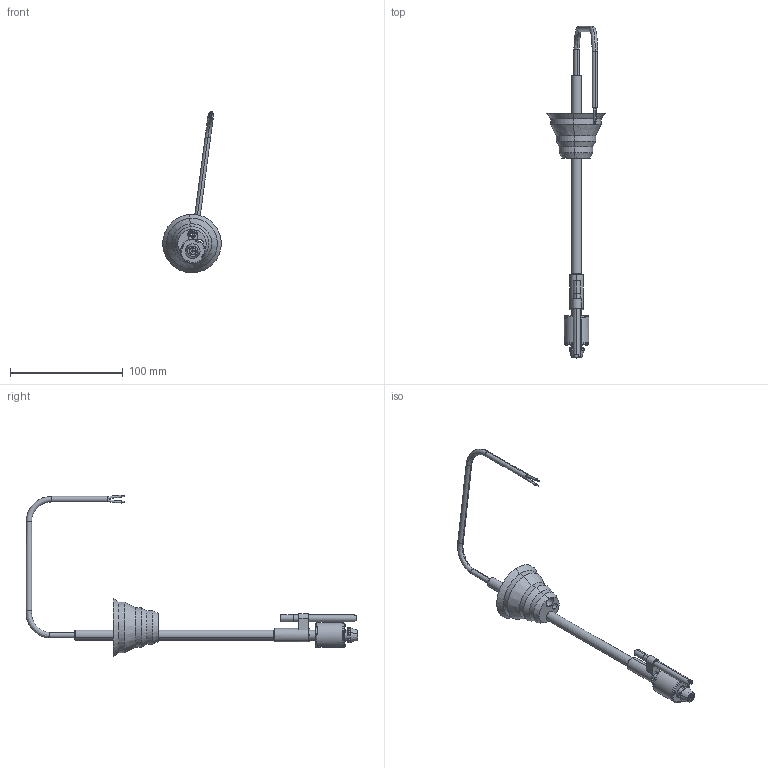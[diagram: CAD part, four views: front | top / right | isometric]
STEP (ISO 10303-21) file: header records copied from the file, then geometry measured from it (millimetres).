
FILE_DESCRIPTION (( 'STEP AP214' ), '1' );
FILE_NAME ('L3x_WEB.STEP', '2022-03-02T13:46:58', ( '' ), ( '' ), 'SwSTEP 2.0', 'SolidWorks 2021', '' );
FILE_SCHEMA (( 'AUTOMOTIVE_DESIGN' ));
Length unit declared in the file: millimetre
Products named in the file (10): L3x_WEB; 2G1601_WEB_PLASTOFERRITE; 1L16 00 03 0000_Nero; Cavo_BLU; 1L16 00 04_WEB; 1L16 00 01 0000; 1L16 00 05 PP30_Coperchio Galleggiante_rev2.2_tubo7; 1L16 00 00 0000_200; 1L15 00 06 20 00; 1VVA 03 09 CF00_tubo7
Assembly tree (9 placements, depth 3):
  L3x_WEB
    1L16 00 01 0000
    2G1601_WEB_PLASTOFERRITE
      1L16 00 04_WEB
      1L16 00 05 PP30_Coperchio Galleggiante_rev2.2_tubo7
    1L15 00 06 20 00
    1VVA 03 09 CF00_tubo7
    1L16 00 00 0000_200
    1L16 00 03 0000_Nero
    Cavo_BLU
Bounding box: 51.82 x 294.68 x 143.34 mm (x, y, z)
Volume: 62743.3 mm3; surface area: 34729.7 mm2
Topology: 8 solids, 8 shells, 353 faces, 812 edges, 476 vertices
Faces by surface type: cylinder 134, plane 113, cone 60, torus 20, sphere 18, bspline 8
Entity records: 11076 total; most frequent: CARTESIAN_POINT 2345, DIRECTION 1874, ORIENTED_EDGE 1592, EDGE_CURVE 796, AXIS2_PLACEMENT_3D 763, VERTEX_POINT 472, CIRCLE 405, EDGE_LOOP 386
